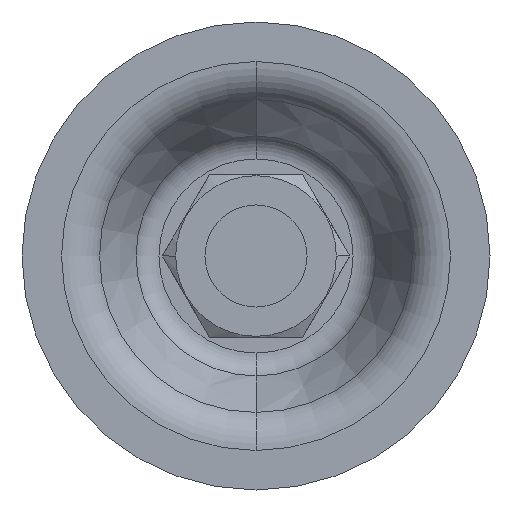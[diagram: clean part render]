
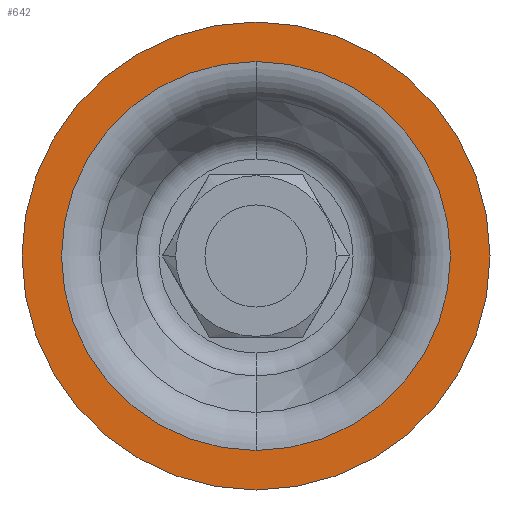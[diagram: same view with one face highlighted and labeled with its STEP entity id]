
A CAD part, front view. The second image highlights one B-rep face of the part: STEP entity #642.
In plain terms, the highlighted planar face has unit normal (0, -1, 0).
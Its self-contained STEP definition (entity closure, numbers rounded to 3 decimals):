
#6 = DIRECTION ( 'NONE',  ( 0., 0., 1. ) ) ;
#8 = CARTESIAN_POINT ( 'NONE',  ( 0., -15., 0. ) ) ;
#11 = CARTESIAN_POINT ( 'NONE',  ( 0., -15., 22.854 ) ) ;
#16 = DIRECTION ( 'NONE',  ( 0., 1., 0. ) ) ;
#27 = EDGE_CURVE ( 'NONE', #832, #2034, #1406, .T. ) ;
#56 = ORIENTED_EDGE ( 'NONE', *, *, #2108, .T. ) ;
#136 = EDGE_CURVE ( 'NONE', #2455, #455, #2185, .T. ) ;
#253 = CARTESIAN_POINT ( 'NONE',  ( 0., -15., -22.854 ) ) ;
#269 = CARTESIAN_POINT ( 'NONE',  ( 0., -15., -27.5 ) ) ;
#273 = EDGE_LOOP ( 'NONE', ( #1441, #676 ) ) ;
#409 = EDGE_CURVE ( 'NONE', #455, #2455, #2024, .T. ) ;
#455 = VERTEX_POINT ( 'NONE', #269 ) ;
#609 = AXIS2_PLACEMENT_3D ( 'NONE', #768, #897, #909 ) ;
#642 = ADVANCED_FACE ( 'NONE', ( #1087, #1142 ), #915, .T. ) ;
#676 = ORIENTED_EDGE ( 'NONE', *, *, #409, .F. ) ;
#717 = DIRECTION ( 'NONE',  ( 0., 1., 0. ) ) ;
#768 = CARTESIAN_POINT ( 'NONE',  ( -22.854, -15., 0. ) ) ;
#786 = CARTESIAN_POINT ( 'NONE',  ( 0., -15., 0. ) ) ;
#832 = VERTEX_POINT ( 'NONE', #11 ) ;
#897 = DIRECTION ( 'NONE',  ( 0., -1., 0. ) ) ;
#909 = DIRECTION ( 'NONE',  ( 0., 0., -1. ) ) ;
#915 = PLANE ( 'NONE',  #609 ) ;
#951 = DIRECTION ( 'NONE',  ( 0., 0., 1. ) ) ;
#1087 = FACE_BOUND ( 'NONE', #1345, .T. ) ;
#1142 = FACE_OUTER_BOUND ( 'NONE', #273, .T. ) ;
#1211 = AXIS2_PLACEMENT_3D ( 'NONE', #786, #717, #951 ) ;
#1345 = EDGE_LOOP ( 'NONE', ( #1683, #56 ) ) ;
#1406 = CIRCLE ( 'NONE', #1841, 22.854 ) ;
#1441 = ORIENTED_EDGE ( 'NONE', *, *, #136, .F. ) ;
#1666 = DIRECTION ( 'NONE',  ( 0., 0., 1. ) ) ;
#1683 = ORIENTED_EDGE ( 'NONE', *, *, #27, .T. ) ;
#1693 = CARTESIAN_POINT ( 'NONE',  ( 0., -15., 27.5 ) ) ;
#1698 = DIRECTION ( 'NONE',  ( 0., 1., 0. ) ) ;
#1730 = CARTESIAN_POINT ( 'NONE',  ( 0., -15., 0. ) ) ;
#1734 = AXIS2_PLACEMENT_3D ( 'NONE', #1730, #1698, #1666 ) ;
#1841 = AXIS2_PLACEMENT_3D ( 'NONE', #2459, #2443, #2439 ) ;
#1878 = CIRCLE ( 'NONE', #2119, 22.854 ) ;
#2024 = CIRCLE ( 'NONE', #1211, 27.5 ) ;
#2034 = VERTEX_POINT ( 'NONE', #253 ) ;
#2108 = EDGE_CURVE ( 'NONE', #2034, #832, #1878, .T. ) ;
#2119 = AXIS2_PLACEMENT_3D ( 'NONE', #8, #16, #6 ) ;
#2185 = CIRCLE ( 'NONE', #1734, 27.5 ) ;
#2439 = DIRECTION ( 'NONE',  ( 0., 0., 1. ) ) ;
#2443 = DIRECTION ( 'NONE',  ( 0., 1., 0. ) ) ;
#2455 = VERTEX_POINT ( 'NONE', #1693 ) ;
#2459 = CARTESIAN_POINT ( 'NONE',  ( 0., -15., 0. ) ) ;
